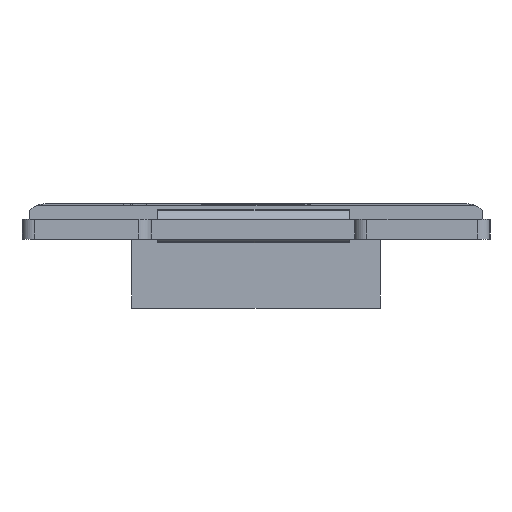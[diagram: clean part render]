
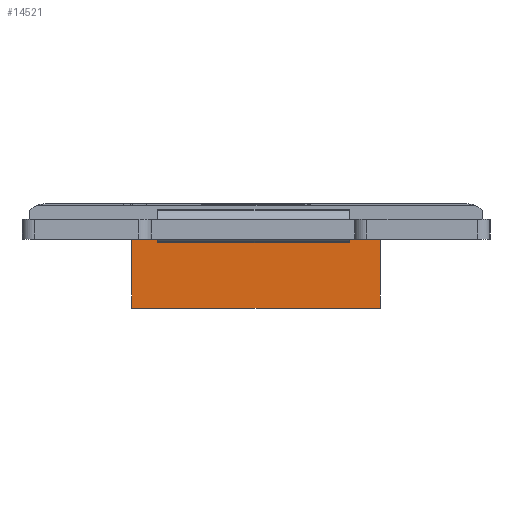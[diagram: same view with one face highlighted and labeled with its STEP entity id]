
A CAD part, left-side view. The second image highlights one B-rep face of the part: STEP entity #14521.
In plain terms, the highlighted planar face has unit normal (-1, 0, 0).
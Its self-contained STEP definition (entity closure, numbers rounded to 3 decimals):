
#1017=PLANE('',#15387);
#1693=FACE_OUTER_BOUND('',#2499,.T.);
#2499=EDGE_LOOP('',(#10501,#10502,#10503,#10504));
#3403=LINE('',#19682,#5174);
#3404=LINE('',#19685,#5175);
#3405=LINE('',#19687,#5176);
#3406=LINE('',#19688,#5177);
#5174=VECTOR('',#16285,10.);
#5175=VECTOR('',#16288,10.);
#5176=VECTOR('',#16289,10.);
#5177=VECTOR('',#16290,10.);
#7035=VERTEX_POINT('',#19678);
#7036=VERTEX_POINT('',#19680);
#7037=VERTEX_POINT('',#19684);
#7038=VERTEX_POINT('',#19686);
#8412=EDGE_CURVE('',#7035,#7036,#3403,.T.);
#8413=EDGE_CURVE('',#7035,#7037,#3404,.T.);
#8414=EDGE_CURVE('',#7038,#7036,#3405,.T.);
#8415=EDGE_CURVE('',#7037,#7038,#3406,.T.);
#10501=ORIENTED_EDGE('',*,*,#8413,.F.);
#10502=ORIENTED_EDGE('',*,*,#8412,.T.);
#10503=ORIENTED_EDGE('',*,*,#8414,.F.);
#10504=ORIENTED_EDGE('',*,*,#8415,.F.);
#14521=ADVANCED_FACE('',(#1693),#1017,.T.);
#15387=AXIS2_PLACEMENT_3D('',#19683,#16286,#16287);
#16285=DIRECTION('',(0.,0.,-1.));
#16286=DIRECTION('center_axis',(-1.,0.,0.));
#16287=DIRECTION('ref_axis',(0.,1.,0.));
#16288=DIRECTION('',(0.,-1.,0.));
#16289=DIRECTION('',(0.,1.,0.));
#16290=DIRECTION('',(0.,0.,-1.));
#19678=CARTESIAN_POINT('',(37.1,10.1,0.));
#19680=CARTESIAN_POINT('',(37.1,10.1,-5.6));
#19682=CARTESIAN_POINT('',(37.1,10.1,0.));
#19683=CARTESIAN_POINT('Origin',(37.1,-10.1,0.));
#19684=CARTESIAN_POINT('',(37.1,-10.1,0.));
#19685=CARTESIAN_POINT('',(37.1,10.1,0.));
#19686=CARTESIAN_POINT('',(37.1,-10.1,-5.6));
#19687=CARTESIAN_POINT('',(37.1,10.1,-5.6));
#19688=CARTESIAN_POINT('',(37.1,-10.1,0.));
